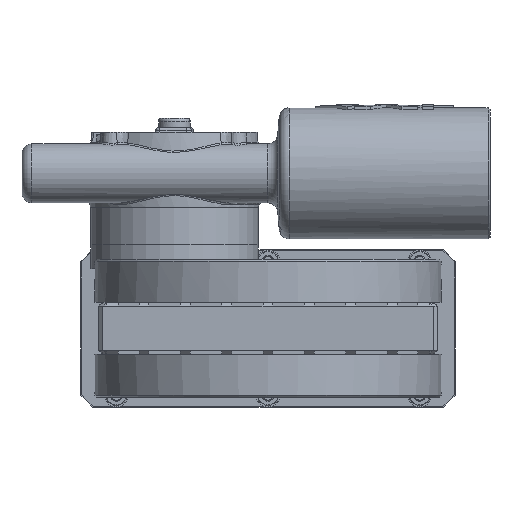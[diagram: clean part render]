
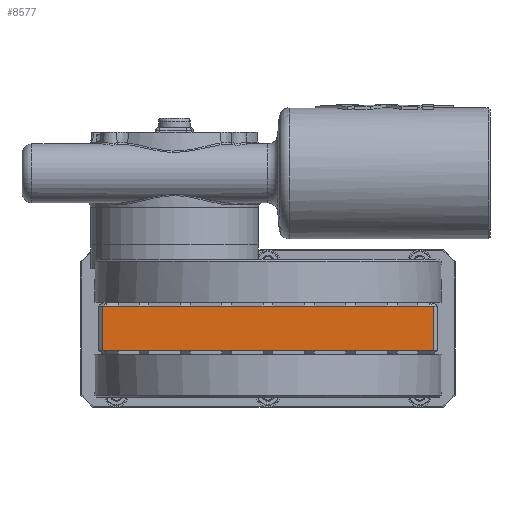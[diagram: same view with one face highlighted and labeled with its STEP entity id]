
A CAD part, front view. The second image highlights one B-rep face of the part: STEP entity #8577.
In plain terms, the highlighted face is planar.
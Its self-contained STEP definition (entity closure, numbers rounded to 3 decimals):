
#6997=FACE_OUTER_BOUND('',#12992,.T.);
#8577=ADVANCED_FACE('',(#6997),#9627,.F.);
#9627=PLANE('',#33388);
#12992=EDGE_LOOP('',(#20629,#20630,#20631,#20632));
#20629=ORIENTED_EDGE('',*,*,#27133,.T.);
#20630=ORIENTED_EDGE('',*,*,#27134,.F.);
#20631=ORIENTED_EDGE('',*,*,#27135,.F.);
#20632=ORIENTED_EDGE('',*,*,#27131,.T.);
#23631=VERTEX_POINT('',#57332);
#23632=VERTEX_POINT('',#57334);
#23633=VERTEX_POINT('',#57338);
#23634=VERTEX_POINT('',#57340);
#27131=EDGE_CURVE('',#23632,#23631,#29222,.T.);
#27133=EDGE_CURVE('',#23631,#23633,#29224,.T.);
#27134=EDGE_CURVE('',#23634,#23633,#29225,.T.);
#27135=EDGE_CURVE('',#23632,#23634,#29226,.T.);
#29222=LINE('',#57333,#31068);
#29224=LINE('',#57337,#31070);
#29225=LINE('',#57339,#31071);
#29226=LINE('',#57341,#31072);
#31068=VECTOR('',#39842,1.);
#31070=VECTOR('',#39846,1.);
#31071=VECTOR('',#39847,1.);
#31072=VECTOR('',#39848,1.);
#33388=AXIS2_PLACEMENT_3D('',#57342,#39849,#39850);
#39842=DIRECTION('',(0.,0.,-1.));
#39846=DIRECTION('',(0.,-1.,0.));
#39847=DIRECTION('',(0.,0.,-1.));
#39848=DIRECTION('',(0.,-1.,0.));
#39849=DIRECTION('',(1.,0.,0.));
#39850=DIRECTION('',(0.,1.,0.));
#57332=CARTESIAN_POINT('',(-93.,84.,2.));
#57333=CARTESIAN_POINT('',(-93.,84.,24.45));
#57334=CARTESIAN_POINT('',(-93.,84.,24.45));
#57337=CARTESIAN_POINT('',(-93.,84.,2.));
#57338=CARTESIAN_POINT('',(-93.,-84.,2.));
#57339=CARTESIAN_POINT('',(-93.,-84.,24.45));
#57340=CARTESIAN_POINT('',(-93.,-84.,24.45));
#57341=CARTESIAN_POINT('',(-93.,84.,24.45));
#57342=CARTESIAN_POINT('',(-93.,84.,24.45));
